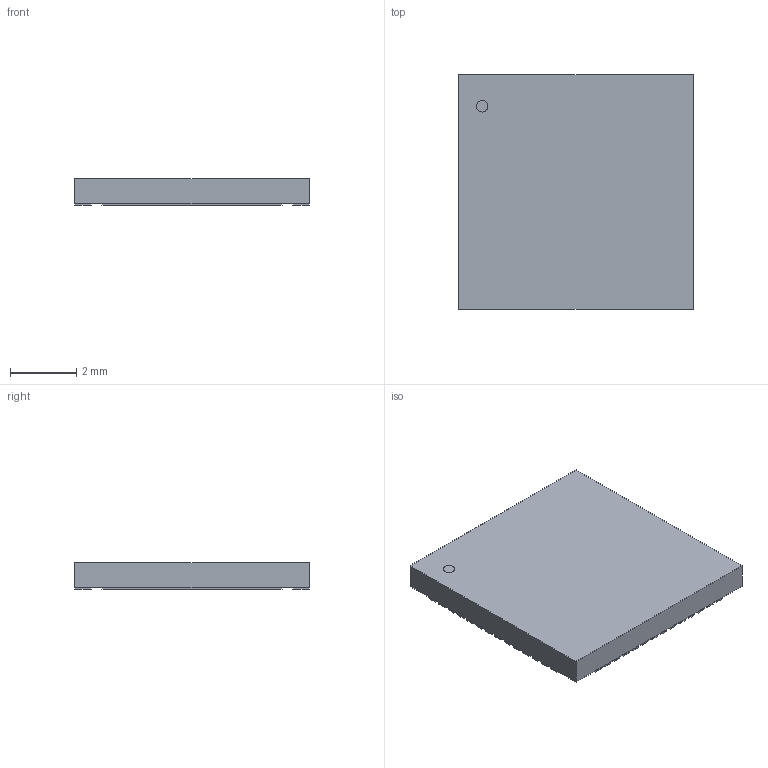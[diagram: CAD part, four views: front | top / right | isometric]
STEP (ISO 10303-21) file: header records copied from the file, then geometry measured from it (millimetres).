
FILE_DESCRIPTION(('STEP AP214'),'1');
FILE_NAME('21-0144H_T5677-1-M','2019-05-24T17:04:01',(''),(''),'','','');
FILE_SCHEMA(('AUTOMOTIVE_DESIGN'));
Length unit declared in the file: millimetre
Products named in the file (1): product
Bounding box: 7.11 x 7.11 x 0.81 mm (x, y, z)
Volume: 0 mm3; surface area: 198.2 mm2
Topology: 1 solids, 349 shells, 351 faces, 1395 edges, 1394 vertices
Faces by surface type: plane 350, cylinder 1
Full cylindrical faces by diameter (mm): 0.356 x1
Entity records: 15772 total; most frequent: CARTESIAN_POINT 3141, VERTEX_POINT 2786, DIRECTION 2102, ORIENTED_EDGE 1396, EDGE_CURVE 1394, LINE 1392, VECTOR 1392, AXIS2_PLACEMENT_3D 355
